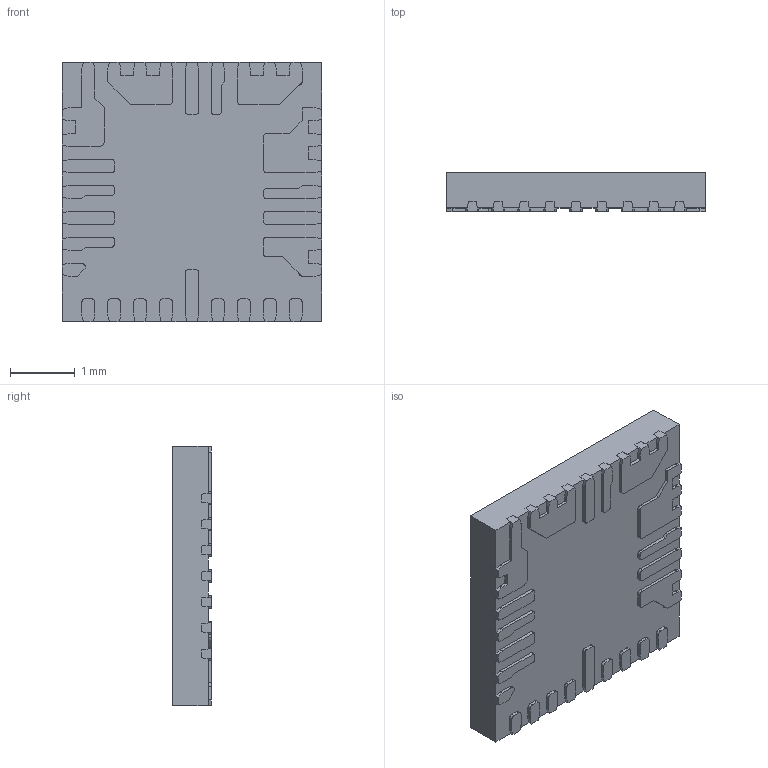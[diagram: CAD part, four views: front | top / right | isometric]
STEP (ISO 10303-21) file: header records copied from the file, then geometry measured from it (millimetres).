
FILE_DESCRIPTION (( 'STEP AP214' ), '1' );
FILE_NAME ('MAX77975EFD+.STEP', '2021-04-16T12:27:39', ( '' ), ( '' ), 'SwSTEP 2.0', 'SolidWorks 2017', '' );
FILE_SCHEMA (( 'AUTOMOTIVE_DESIGN' ));
Length unit declared in the file: millimetre
Products named in the file (1): MAX77975EFD+
Bounding box: 4 x 0.6 x 4 mm (x, y, z)
Volume: 9.2 mm3; surface area: 61.1 mm2
Topology: 25 solids, 25 shells, 1163 faces, 2892 edges, 1780 vertices
Faces by surface type: plane 841, cone 214, cylinder 108
Full cylindrical faces by diameter (mm): 0.4 x2
Entity records: 33992 total; most frequent: CARTESIAN_POINT 5834, ORIENTED_EDGE 5780, DIRECTION 5756, EDGE_CURVE 2890, VECTOR 2352, LINE 2352, VERTEX_POINT 1780, AXIS2_PLACEMENT_3D 1702
